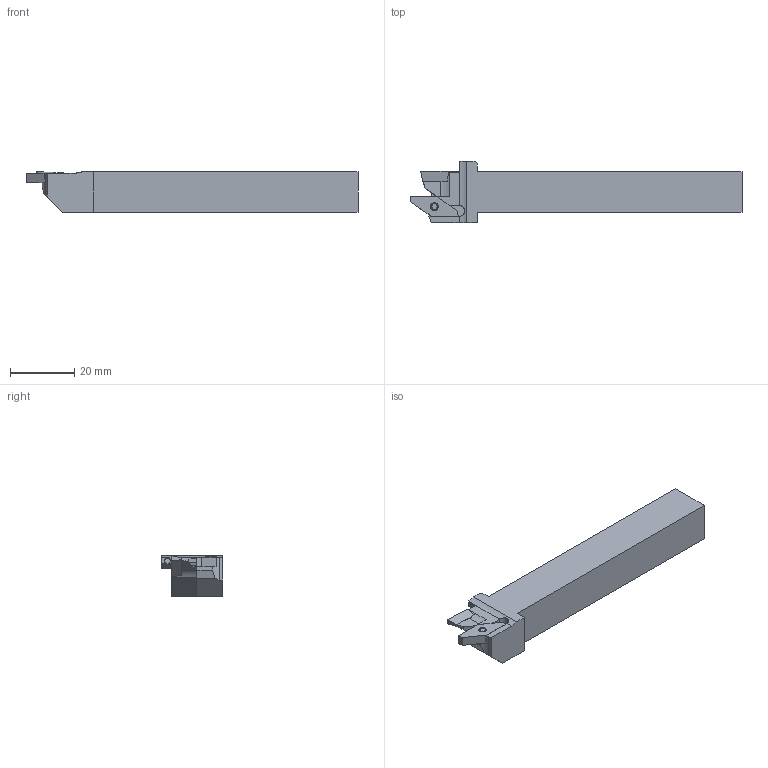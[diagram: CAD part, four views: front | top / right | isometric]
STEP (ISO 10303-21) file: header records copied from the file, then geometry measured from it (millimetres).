
FILE_DESCRIPTION (( 'STEP AP214' ), '1' );
FILE_NAME ('ISO-283-16.STEP', '2017-06-07T11:47:19', ( '' ), ( '' ), 'SwSTEP 2.0', 'SolidWorks 2016', '' );
FILE_SCHEMA (( 'AUTOMOTIVE_DESIGN' ));
Length unit declared in the file: millimetre
Products named in the file (1): ISO-283-16
Bounding box: 103.3 x 19 x 12.7 mm (x, y, z)
Volume: 15767 mm3; surface area: 5649.6 mm2
Topology: 1 solids, 1 shells, 92 faces, 279 edges, 183 vertices
Faces by surface type: plane 74, cylinder 16, bspline 2
Entity records: 3859 total; most frequent: CARTESIAN_POINT 982, ORIENTED_EDGE 558, DIRECTION 509, EDGE_CURVE 279, VERTEX_POINT 183, VECTOR 181, LINE 181, AXIS2_PLACEMENT_3D 164
